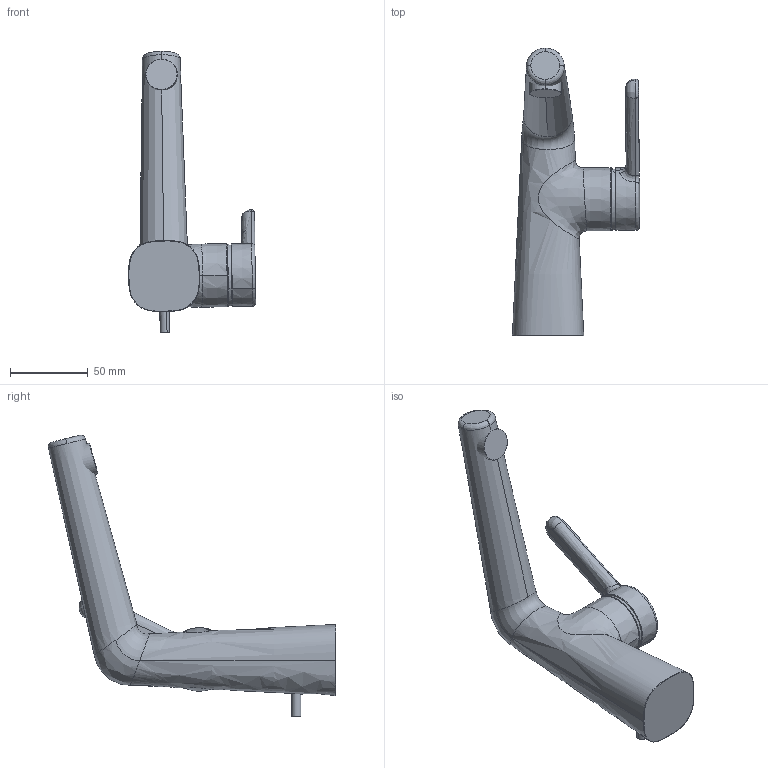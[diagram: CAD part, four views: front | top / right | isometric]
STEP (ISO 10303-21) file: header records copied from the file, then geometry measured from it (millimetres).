
FILE_DESCRIPTION (( 'STEP AP203' ), '1' );
FILE_NAME ('51892283.STEP', '2017-03-13T13:08:06', ( '' ), ( '' ), 'SwSTEP 2.0', 'SolidWorks 2016', '' );
FILE_SCHEMA (( 'CONFIG_CONTROL_DESIGN' ));
Length unit declared in the file: millimetre
Products named in the file (1): 51892283
Bounding box: 81.96 x 185.29 x 181.47 mm (x, y, z)
Volume: 342047.9 mm3; surface area: 49349.1 mm2
Topology: 5 solids, 5 shells, 73 faces, 153 edges, 91 vertices
Faces by surface type: bspline 28, plane 18, cylinder 12, torus 9, cone 4, sphere 2
Entity records: 7741 total; most frequent: CARTESIAN_POINT 6287, ORIENTED_EDGE 306, DIRECTION 240, EDGE_CURVE 153, AXIS2_PLACEMENT_3D 100, VERTEX_POINT 91, EDGE_LOOP 74, ADVANCED_FACE 73
